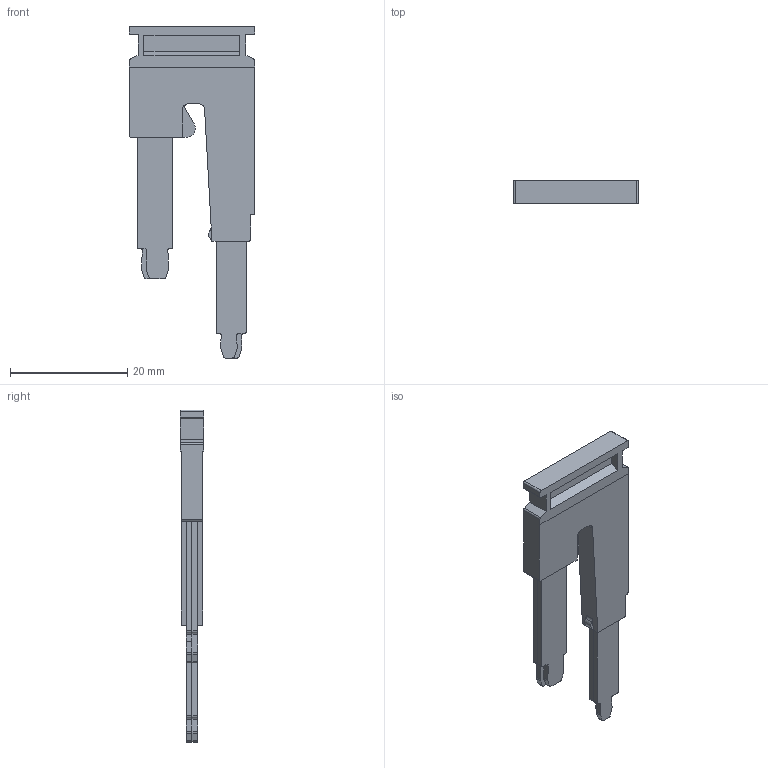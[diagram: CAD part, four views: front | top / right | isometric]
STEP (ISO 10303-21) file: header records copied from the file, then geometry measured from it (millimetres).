
FILE_DESCRIPTION(('CATIA V5R20 STEP214','CAx-IF Rec.Pracs.--- Model Styling and Organization---1.4--- 2014-01-23'),'2;1');
FILE_NAME ('328784-2_1', '2019-02-01T05:05:10+00:00', ('Weidmueller Interface'), ('Weidmueller'), 'CATIA Version 5-6 Release 2016 SP3 HF44', 'CATIA V5 STEP AP214', 'none');
FILE_SCHEMA(('AUTOMOTIVE_DESIGN { 1 0 10303 214 1 1 1 1 }'));
Length unit declared in the file: millimetre
Products named in the file (1): 2562670000
Bounding box: 21.4 x 4 x 56.65 mm (x, y, z)
Volume: 2226 mm3; surface area: 4780.3 mm2
Topology: 3 solids, 3 shells, 218 faces, 582 edges, 388 vertices
Faces by surface type: plane 115, cylinder 103
Entity records: 6564 total; most frequent: CARTESIAN_POINT 1217, ORIENTED_EDGE 1164, DIRECTION 938, EDGE_CURVE 582, VERTEX_POINT 388, AXIS2_PLACEMENT_3D 382, VECTOR 375, LINE 375
